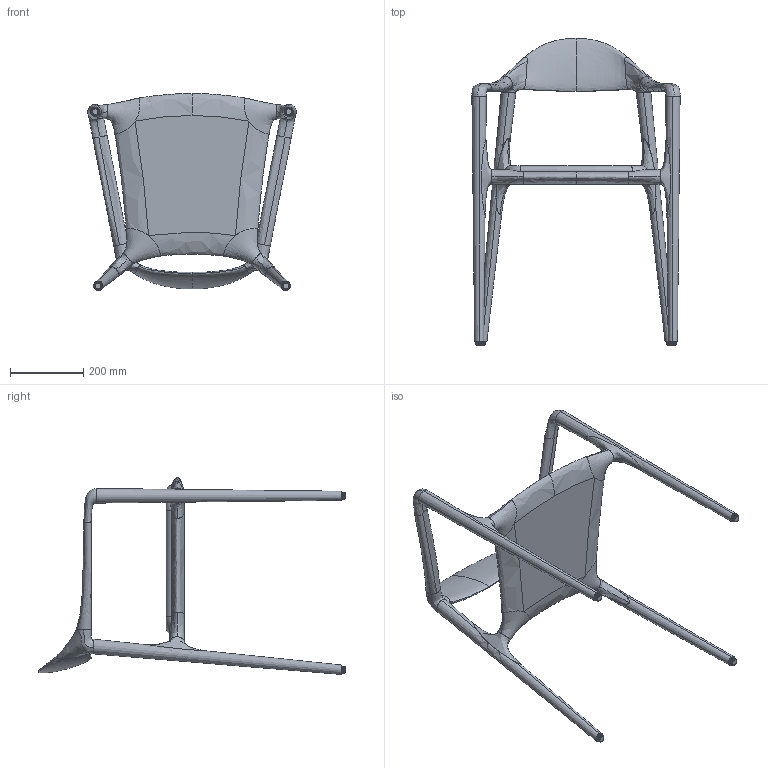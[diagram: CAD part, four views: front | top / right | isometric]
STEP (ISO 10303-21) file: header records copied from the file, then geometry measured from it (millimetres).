
FILE_DESCRIPTION (( 'STEP AP203' ), '1' );
FILE_NAME ('2. -Sagrada dining chair upholstered - sklop.STEP', '2023-11-23T10:46:50', ( '' ), ( '' ), 'SwSTEP 2.0', 'SolidWorks 2023', '' );
FILE_SCHEMA (( 'CONFIG_CONTROL_DESIGN' ));
Products named in the file (1): 2. -Sagrada dining chair upholstered - sklop
Bounding box: 570 x 840.61 x 538.8 mm (x, y, z)
Volume: 11773071.1 mm3; surface area: 1253156.8 mm2
Topology: 31 solids, 31 shells, 634 faces, 1494 edges, 944 vertices
Faces by surface type: cylinder 220, plane 204, torus 93, bspline 77, cone 32, sphere 8
Entity records: 78287 total; most frequent: CARTESIAN_POINT 64126, ORIENTED_EDGE 2940, DIRECTION 2888, EDGE_CURVE 1470, AXIS2_PLACEMENT_3D 1162, VERTEX_POINT 936, EDGE_LOOP 688, ADVANCED_FACE 634
